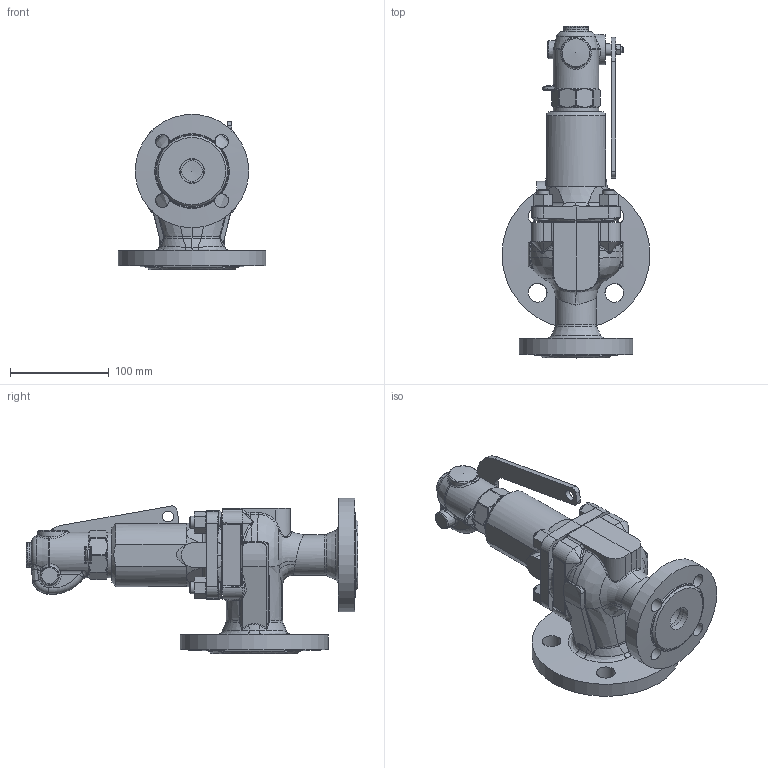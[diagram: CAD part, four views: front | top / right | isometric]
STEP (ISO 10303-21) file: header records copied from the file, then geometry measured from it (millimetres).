
FILE_DESCRIPTION(/* description */ (''),/* implementation_level */ '2;1');
FILE_NAME(/* name */ 'AT4139-441_106419.step',/* time_stamp */ '2025-08-06T15:59:43+02:00',/* author */ (''),/* organization */ (''),/* preprocessor_version */ 'ST-DEVELOPER v20.1',/* originating_system */ 'Autodesk Translation Framework v14.10.0.0',/* authorisation */ '');
FILE_SCHEMA (('AUTOMOTIVE_DESIGN { 1 0 10303 214 3 1 1 }'));
Products named in the file (10): 441-DN25-H4-PN40_ASM; 109-0109-10-B01; 141-0709-06-B01; 10000448039_G3D_000_ASM; 10000448040_G3D_000; 10000448041_G3D_000; 10000448042_G3D_000; 10000448038_G3D_000; M12_DIN934; DIN938_M12X13
Assembly tree (15 placements, depth 3):
  441-DN25-H4-PN40_ASM
    109-0109-10-B01
    141-0709-06-B01
    10000448039_G3D_000_ASM
      10000448040_G3D_000
      10000448041_G3D_000
      10000448042_G3D_000
      10000448038_G3D_000
    M12_DIN934  x4
    DIN938_M12X13  x4
Bounding box: 150 x 336.5 x 157.5 mm (x, y, z)
Volume: 1092448.8 mm3; surface area: 255530.8 mm2
Topology: 14 solids, 14 shells, 976 faces, 2323 edges, 1393 vertices
Faces by surface type: bspline 330, plane 245, cylinder 189, cone 137, torus 43, sphere 32
Full cylindrical faces by diameter (mm): 6 x2, 8 x1, 8.1 x1, 10 x8, 10.2 x4, 11 x1, 12 x19, 12.3 x2, 14 x8, 15 x3, 18 x2, 19 x5, 20.956 x1, 24 x1, 25 x2, 27 x1, 29 x1, 33 x2, 33.5 x1, 38 x1, 40 x1, 41 x1, 42 x1, 46 x2, 50 x1, 51.5 x1, 54 x1, 70 x2, 115 x1, 150 x1
Entity records: 64170 total; most frequent: CARTESIAN_POINT 46323, ORIENTED_EDGE 4106, DIRECTION 3106, EDGE_CURVE 2053, AXIS2_PLACEMENT_3D 1278, VERTEX_POINT 1234, EDGE_LOOP 917, FACE_OUTER_BOUND 856
